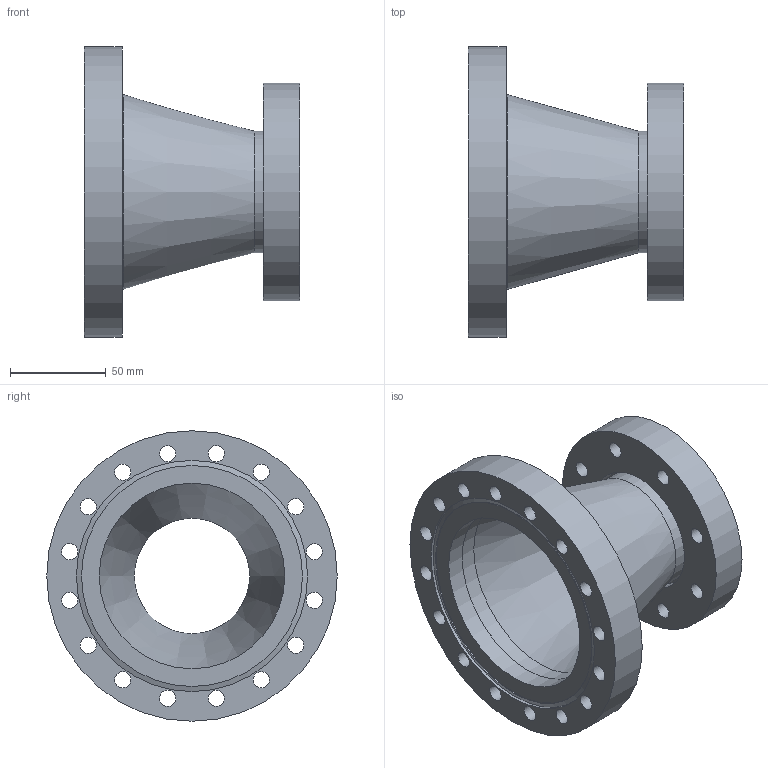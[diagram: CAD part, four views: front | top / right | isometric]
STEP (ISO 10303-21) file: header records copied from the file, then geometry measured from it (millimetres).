
FILE_DESCRIPTION((''),'2;1');
FILE_NAME('402038.stp','2008-05-16T14:53:56',('stelmach'),(''),'Autodesk Inventor 2008','Autodesk Inventor 2008','');
FILE_SCHEMA(('AUTOMOTIVE_DESIGN { 1 0 10303 214 1 1 1 1 }'));
Length unit declared in the file: inch
Products named in the file (6): 402038; 402038-001; 110026 (6.0 X 4.0 NR); 100021 (4.5 X 2.5 R); 100021 (4.5 X 2.5 INS); 100021 (4.5 X 2.5 REC)
Assembly tree (5 placements, depth 3):
  402038
    402038-001
    110026 (6.0 X 4.0 NR)
    100021 (4.5 X 2.5 R)
      100021 (4.5 X 2.5 INS)
      100021 (4.5 X 2.5 REC)
Bounding box: 112.51 x 151.64 x 151.64 mm (x, y, z)
Volume: 343409.8 mm3; surface area: 130393.8 mm2
Topology: 4 solids, 4 shells, 56 faces, 148 edges, 104 vertices
Faces by surface type: bspline 24, cylinder 16, plane 12, cone 4
Full cylindrical faces by diameter (mm): 60.198 x1, 60.325 x1, 63.5 x1, 63.754 x1, 66.675 x1, 77.2 x1, 82.296 x1, 82.55 x1, 96.838 x1, 98.298 x1, 101.6 x1, 101.854 x1, 113.538 x1, 115.316 x1, 120.65 x1, 151.638 x1
Entity records: 1968 total; most frequent: CARTESIAN_POINT 635, DIRECTION 246, ORIENTED_EDGE 160, EDGE_LOOP 160, AXIS2_PLACEMENT_3D 123, FACE_BOUND 104, VERTEX_POINT 80, CIRCLE 80
